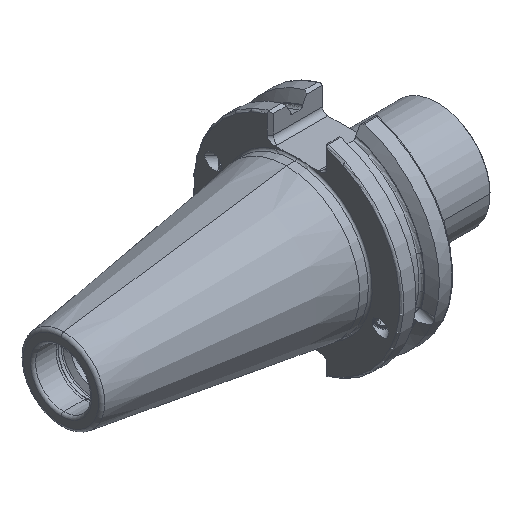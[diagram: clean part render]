
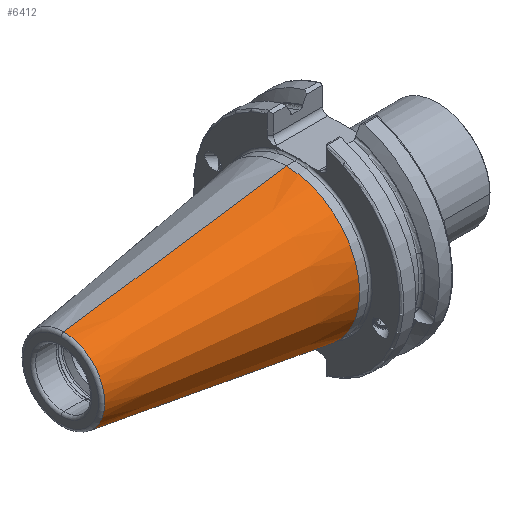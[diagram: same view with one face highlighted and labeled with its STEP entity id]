
A CAD part, isometric view. The second image highlights one B-rep face of the part: STEP entity #6412.
In plain terms, the highlighted conical face has half-angle 8.297 degrees and reference radius 22.225 mm.
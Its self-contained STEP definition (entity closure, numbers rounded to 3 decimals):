
#474 = DIRECTION ( 'NONE',  ( 0., 0., -1. ) ) ;
#515 = DIRECTION ( 'NONE',  ( 0., 0., 1. ) ) ;
#516 = CARTESIAN_POINT ( 'NONE',  ( 0., 0., 0. ) ) ;
#593 = FACE_OUTER_BOUND ( 'NONE', #4015, .T. ) ;
#821 = CARTESIAN_POINT ( 'NONE',  ( 0., 0., -22.225 ) ) ;
#827 = EDGE_CURVE ( 'NONE', #3484, #2878, #3781, .T. ) ;
#901 = EDGE_CURVE ( 'NONE', #2878, #1119, #6655, .T. ) ;
#1119 = VERTEX_POINT ( 'NONE', #2348 ) ;
#1233 = DIRECTION ( 'NONE',  ( 0.99, 0., -0.144 ) ) ;
#1714 = DIRECTION ( 'NONE',  ( 0.99, 0., 0.144 ) ) ;
#1824 = DIRECTION ( 'NONE',  ( -1., 0., 0. ) ) ;
#2101 = VECTOR ( 'NONE', #1714, 1000. ) ;
#2341 = LINE ( 'NONE', #7374, #2101 ) ;
#2348 = CARTESIAN_POINT ( 'NONE',  ( 0., 0., 22.225 ) ) ;
#2770 = ORIENTED_EDGE ( 'NONE', *, *, #901, .T. ) ;
#2878 = VERTEX_POINT ( 'NONE', #821 ) ;
#3060 = AXIS2_PLACEMENT_3D ( 'NONE', #3912, #4498, #7705 ) ;
#3484 = VERTEX_POINT ( 'NONE', #4921 ) ;
#3564 = CARTESIAN_POINT ( 'NONE',  ( -67.394, 0., 0. ) ) ;
#3613 = EDGE_CURVE ( 'NONE', #3484, #7377, #5115, .T. ) ;
#3781 = LINE ( 'NONE', #5551, #4530 ) ;
#3912 = CARTESIAN_POINT ( 'NONE',  ( 0., 0., 0. ) ) ;
#3925 = AXIS2_PLACEMENT_3D ( 'NONE', #3564, #1824, #515 ) ;
#3928 = ORIENTED_EDGE ( 'NONE', *, *, #4434, .F. ) ;
#4015 = EDGE_LOOP ( 'NONE', ( #3928, #6081, #6619, #2770 ) ) ;
#4434 = EDGE_CURVE ( 'NONE', #7377, #1119, #2341, .T. ) ;
#4498 = DIRECTION ( 'NONE',  ( -1., 0., 0. ) ) ;
#4530 = VECTOR ( 'NONE', #1233, 1000. ) ;
#4921 = CARTESIAN_POINT ( 'NONE',  ( -67.394, 0., -12.397 ) ) ;
#5115 = CIRCLE ( 'NONE', #3925, 12.397 ) ;
#5425 = CONICAL_SURFACE ( 'NONE', #6605, 22.225, 0.145 ) ;
#5551 = CARTESIAN_POINT ( 'NONE',  ( 0., 0., -22.225 ) ) ;
#6081 = ORIENTED_EDGE ( 'NONE', *, *, #3613, .F. ) ;
#6135 = DIRECTION ( 'NONE',  ( 1., 0., 0. ) ) ;
#6412 = ADVANCED_FACE ( 'NONE', ( #593 ), #5425, .T. ) ;
#6605 = AXIS2_PLACEMENT_3D ( 'NONE', #516, #6135, #474 ) ;
#6619 = ORIENTED_EDGE ( 'NONE', *, *, #827, .T. ) ;
#6655 = CIRCLE ( 'NONE', #3060, 22.225 ) ;
#7374 = CARTESIAN_POINT ( 'NONE',  ( 0., 0., 22.225 ) ) ;
#7377 = VERTEX_POINT ( 'NONE', #7689 ) ;
#7689 = CARTESIAN_POINT ( 'NONE',  ( -67.394, 0., 12.397 ) ) ;
#7705 = DIRECTION ( 'NONE',  ( 0., 0., 1. ) ) ;
